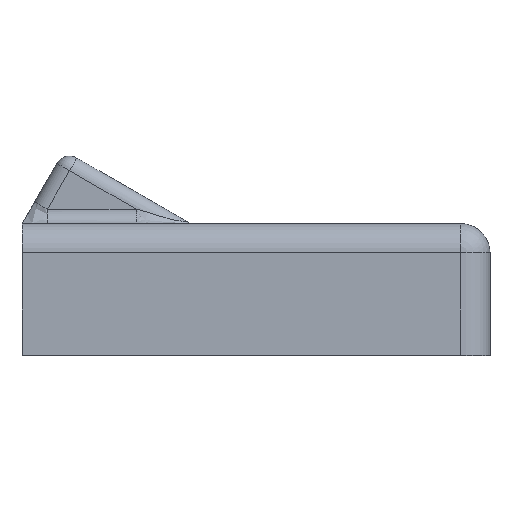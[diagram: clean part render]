
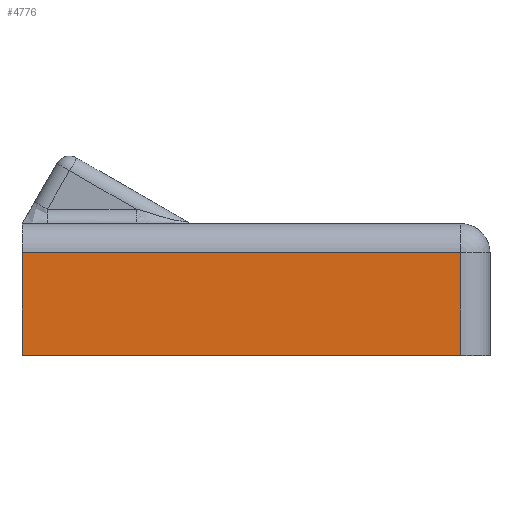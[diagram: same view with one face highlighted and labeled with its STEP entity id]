
A CAD part, top view. The second image highlights one B-rep face of the part: STEP entity #4776.
In plain terms, the highlighted planar face has unit normal (0, 0, 1).
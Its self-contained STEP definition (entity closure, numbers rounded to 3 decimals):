
#1001 = PLANE('',#1002);
#1002 = AXIS2_PLACEMENT_3D('',#1003,#1004,#1005);
#1003 = CARTESIAN_POINT('',(0.,0.,15.)
  );
#1004 = DIRECTION('',(1.,0.,0.));
#1005 = DIRECTION('',(0.,0.,1.));
#1029 = CYLINDRICAL_SURFACE('',#1030,2.);
#1030 = AXIS2_PLACEMENT_3D('',#1031,#1032,#1033);
#1031 = CARTESIAN_POINT('',(0.,7.,13.));
#1032 = DIRECTION('',(1.,0.,0.));
#1033 = DIRECTION('',(0.,0.,1.));
#2790 = EDGE_CURVE('',#2791,#2793,#2795,.T.);
#2791 = VERTEX_POINT('',#2792);
#2792 = CARTESIAN_POINT('',(0.,0.,15.)
  );
#2793 = VERTEX_POINT('',#2794);
#2794 = CARTESIAN_POINT('',(0.,7.,15.));
#2795 = SURFACE_CURVE('',#2796,(#2800,#2807),.PCURVE_S1.);
#2796 = LINE('',#2797,#2798);
#2797 = CARTESIAN_POINT('',(0.,0.,15.)
  );
#2798 = VECTOR('',#2799,1.);
#2799 = DIRECTION('',(0.,1.,0.));
#2800 = PCURVE('',#1001,#2801);
#2801 = DEFINITIONAL_REPRESENTATION('',(#2802),#2806);
#2802 = LINE('',#2803,#2804);
#2803 = CARTESIAN_POINT('',(0.,0.));
#2804 = VECTOR('',#2805,1.);
#2805 = DIRECTION('',(0.,-1.));
#2806 = ( GEOMETRIC_REPRESENTATION_CONTEXT(2) 
PARAMETRIC_REPRESENTATION_CONTEXT() REPRESENTATION_CONTEXT('2D SPACE',''
  ) );
#2807 = PCURVE('',#2808,#2813);
#2808 = PLANE('',#2809);
#2809 = AXIS2_PLACEMENT_3D('',#2810,#2811,#2812);
#2810 = CARTESIAN_POINT('',(0.,0.,15.)
  );
#2811 = DIRECTION('',(0.,0.,1.));
#2812 = DIRECTION('',(0.,1.,0.));
#2813 = DEFINITIONAL_REPRESENTATION('',(#2814),#2818);
#2814 = LINE('',#2815,#2816);
#2815 = CARTESIAN_POINT('',(0.,0.));
#2816 = VECTOR('',#2817,1.);
#2817 = DIRECTION('',(1.,0.));
#2818 = ( GEOMETRIC_REPRESENTATION_CONTEXT(2) 
PARAMETRIC_REPRESENTATION_CONTEXT() REPRESENTATION_CONTEXT('2D SPACE',''
  ) );
#2836 = PLANE('',#2837);
#2837 = AXIS2_PLACEMENT_3D('',#2838,#2839,#2840);
#2838 = CARTESIAN_POINT('',(0.,0.,0.));
#2839 = DIRECTION('',(0.,-1.,0.));
#2840 = DIRECTION('',(0.,0.,1.));
#3152 = VERTEX_POINT('',#3153);
#3153 = CARTESIAN_POINT('',(30.,7.,15.));
#3178 = EDGE_CURVE('',#2793,#3152,#3179,.T.);
#3179 = SURFACE_CURVE('',#3180,(#3184,#3191),.PCURVE_S1.);
#3180 = LINE('',#3181,#3182);
#3181 = CARTESIAN_POINT('',(0.,7.,15.));
#3182 = VECTOR('',#3183,1.);
#3183 = DIRECTION('',(1.,0.,0.));
#3184 = PCURVE('',#1029,#3185);
#3185 = DEFINITIONAL_REPRESENTATION('',(#3186),#3190);
#3186 = LINE('',#3187,#3188);
#3187 = CARTESIAN_POINT('',(-0.,0.));
#3188 = VECTOR('',#3189,1.);
#3189 = DIRECTION('',(-0.,1.));
#3190 = ( GEOMETRIC_REPRESENTATION_CONTEXT(2) 
PARAMETRIC_REPRESENTATION_CONTEXT() REPRESENTATION_CONTEXT('2D SPACE',''
  ) );
#3191 = PCURVE('',#2808,#3192);
#3192 = DEFINITIONAL_REPRESENTATION('',(#3193),#3197);
#3193 = LINE('',#3194,#3195);
#3194 = CARTESIAN_POINT('',(7.,0.));
#3195 = VECTOR('',#3196,1.);
#3196 = DIRECTION('',(0.,-1.));
#3197 = ( GEOMETRIC_REPRESENTATION_CONTEXT(2) 
PARAMETRIC_REPRESENTATION_CONTEXT() REPRESENTATION_CONTEXT('2D SPACE',''
  ) );
#4776 = ADVANCED_FACE('',(#4777),#2808,.T.);
#4777 = FACE_BOUND('',#4778,.T.);
#4778 = EDGE_LOOP('',(#4779,#4802,#4828,#4829));
#4779 = ORIENTED_EDGE('',*,*,#4780,.T.);
#4780 = EDGE_CURVE('',#2791,#4781,#4783,.T.);
#4781 = VERTEX_POINT('',#4782);
#4782 = CARTESIAN_POINT('',(30.,0.,15.));
#4783 = SURFACE_CURVE('',#4784,(#4788,#4795),.PCURVE_S1.);
#4784 = LINE('',#4785,#4786);
#4785 = CARTESIAN_POINT('',(0.,0.,15.)
  );
#4786 = VECTOR('',#4787,1.);
#4787 = DIRECTION('',(1.,0.,0.));
#4788 = PCURVE('',#2808,#4789);
#4789 = DEFINITIONAL_REPRESENTATION('',(#4790),#4794);
#4790 = LINE('',#4791,#4792);
#4791 = CARTESIAN_POINT('',(0.,0.));
#4792 = VECTOR('',#4793,1.);
#4793 = DIRECTION('',(0.,-1.));
#4794 = ( GEOMETRIC_REPRESENTATION_CONTEXT(2) 
PARAMETRIC_REPRESENTATION_CONTEXT() REPRESENTATION_CONTEXT('2D SPACE',''
  ) );
#4795 = PCURVE('',#2836,#4796);
#4796 = DEFINITIONAL_REPRESENTATION('',(#4797),#4801);
#4797 = LINE('',#4798,#4799);
#4798 = CARTESIAN_POINT('',(15.,0.));
#4799 = VECTOR('',#4800,1.);
#4800 = DIRECTION('',(0.,-1.));
#4801 = ( GEOMETRIC_REPRESENTATION_CONTEXT(2) 
PARAMETRIC_REPRESENTATION_CONTEXT() REPRESENTATION_CONTEXT('2D SPACE',''
  ) );
#4802 = ORIENTED_EDGE('',*,*,#4803,.T.);
#4803 = EDGE_CURVE('',#4781,#3152,#4804,.T.);
#4804 = SURFACE_CURVE('',#4805,(#4809,#4816),.PCURVE_S1.);
#4805 = LINE('',#4806,#4807);
#4806 = CARTESIAN_POINT('',(30.,0.,15.));
#4807 = VECTOR('',#4808,1.);
#4808 = DIRECTION('',(0.,1.,0.));
#4809 = PCURVE('',#2808,#4810);
#4810 = DEFINITIONAL_REPRESENTATION('',(#4811),#4815);
#4811 = LINE('',#4812,#4813);
#4812 = CARTESIAN_POINT('',(0.,-30.));
#4813 = VECTOR('',#4814,1.);
#4814 = DIRECTION('',(1.,0.));
#4815 = ( GEOMETRIC_REPRESENTATION_CONTEXT(2) 
PARAMETRIC_REPRESENTATION_CONTEXT() REPRESENTATION_CONTEXT('2D SPACE',''
  ) );
#4816 = PCURVE('',#4817,#4822);
#4817 = CYLINDRICAL_SURFACE('',#4818,2.);
#4818 = AXIS2_PLACEMENT_3D('',#4819,#4820,#4821);
#4819 = CARTESIAN_POINT('',(30.,0.,13.));
#4820 = DIRECTION('',(0.,1.,0.));
#4821 = DIRECTION('',(0.,0.,1.));
#4822 = DEFINITIONAL_REPRESENTATION('',(#4823),#4827);
#4823 = LINE('',#4824,#4825);
#4824 = CARTESIAN_POINT('',(0.,0.));
#4825 = VECTOR('',#4826,1.);
#4826 = DIRECTION('',(0.,1.));
#4827 = ( GEOMETRIC_REPRESENTATION_CONTEXT(2) 
PARAMETRIC_REPRESENTATION_CONTEXT() REPRESENTATION_CONTEXT('2D SPACE',''
  ) );
#4828 = ORIENTED_EDGE('',*,*,#3178,.F.);
#4829 = ORIENTED_EDGE('',*,*,#2790,.F.);
